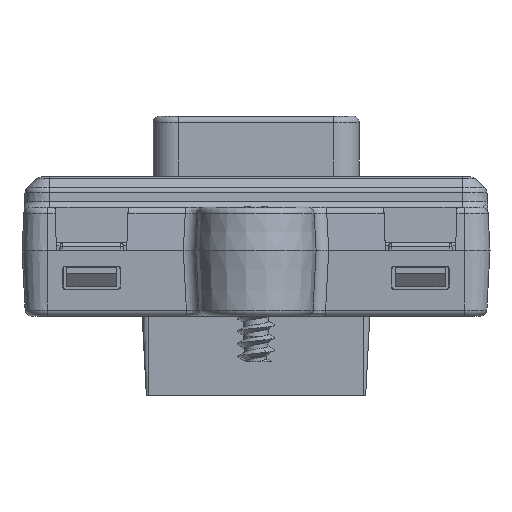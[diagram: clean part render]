
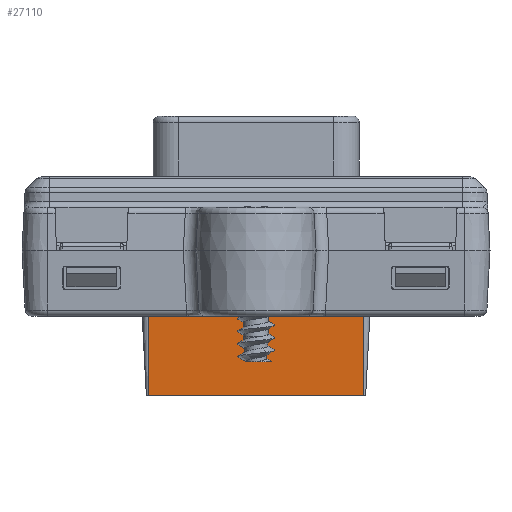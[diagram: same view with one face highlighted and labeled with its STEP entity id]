
A CAD part, front view. The second image highlights one B-rep face of the part: STEP entity #27110.
In plain terms, the highlighted face is planar.
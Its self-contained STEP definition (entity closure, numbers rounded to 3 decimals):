
#10578=DIRECTION('',(-1.,0.,0.));
#10579=VECTOR('',#10578,17.);
#10580=CARTESIAN_POINT('',(8.5,-10.9,29.24));
#10581=LINE('',#10580,#10579);
#10842=DIRECTION('',(-1.,0.,0.));
#10843=VECTOR('',#10842,17.);
#10844=CARTESIAN_POINT('',(8.5,-4.6,29.57));
#10845=LINE('',#10844,#10843);
#17540=DIRECTION('',(0.,0.999,0.052));
#17541=VECTOR('',#17540,6.309);
#17542=CARTESIAN_POINT('',(-8.5,-10.9,29.24));
#17543=LINE('',#17542,#17541);
#17547=DIRECTION('',(0.,0.999,0.052));
#17548=VECTOR('',#17547,6.309);
#17549=CARTESIAN_POINT('',(8.5,-10.9,29.24));
#17550=LINE('',#17549,#17548);
#17796=CARTESIAN_POINT('',(8.5,-10.9,29.24));
#17797=CARTESIAN_POINT('',(-8.5,-10.9,29.24));
#17798=VERTEX_POINT('',#17796);
#17799=VERTEX_POINT('',#17797);
#17808=CARTESIAN_POINT('',(-8.5,-4.6,29.57));
#17809=VERTEX_POINT('',#17808);
#17810=CARTESIAN_POINT('',(8.5,-4.6,29.57));
#17811=VERTEX_POINT('',#17810);
#27098=CARTESIAN_POINT('',(10.795,-4.6,29.57));
#27099=DIRECTION('',(0.,-0.052,0.999));
#27100=DIRECTION('',(-1.,0.,0.));
#27101=AXIS2_PLACEMENT_3D('',#27098,#27099,#27100);
#27102=PLANE('',#27101);
#27103=ORIENTED_EDGE('',*,*,#18847,.T.);
#27105=ORIENTED_EDGE('',*,*,#27104,.T.);
#27106=ORIENTED_EDGE('',*,*,#18977,.F.);
#27107=ORIENTED_EDGE('',*,*,#27086,.F.);
#27108=EDGE_LOOP('',(#27103,#27105,#27106,#27107));
#27109=FACE_OUTER_BOUND('',#27108,.F.);
#27110=ADVANCED_FACE('',(#27109),#27102,.T.);
#18847=EDGE_CURVE('',#17798,#17799,#10581,.T.);
#18977=EDGE_CURVE('',#17811,#17809,#10845,.T.);
#27086=EDGE_CURVE('',#17798,#17811,#17550,.T.);
#27104=EDGE_CURVE('',#17799,#17809,#17543,.T.);
